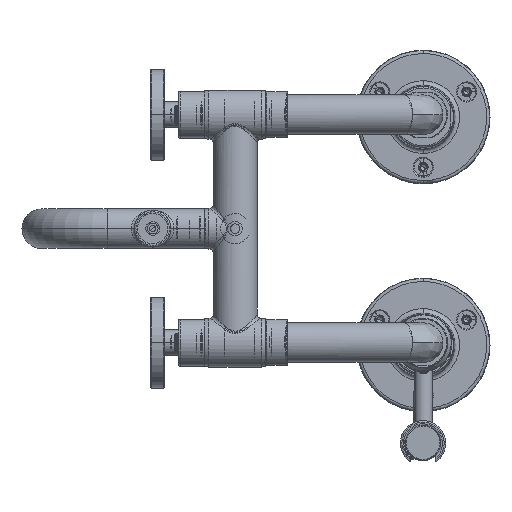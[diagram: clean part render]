
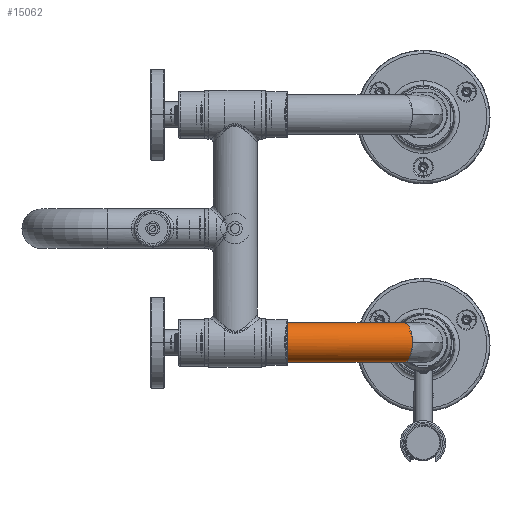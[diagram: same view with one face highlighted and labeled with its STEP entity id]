
A CAD part, top view. The second image highlights one B-rep face of the part: STEP entity #15062.
In plain terms, the highlighted cylindrical face has radius 13 mm (diameter 26 mm), a partial arc.
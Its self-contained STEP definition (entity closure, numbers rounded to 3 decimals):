
#14094=CARTESIAN_POINT('Vertex',(-7.,-150.,916.)) ;
#14100=CARTESIAN_POINT('Control Point',(-12.5,-163.,903.)) ;
#14101=CARTESIAN_POINT('Control Point',(-11.67,-163.,904.962)) ;
#14102=CARTESIAN_POINT('Control Point',(-10.84,-162.629,906.924)) ;
#14103=CARTESIAN_POINT('Control Point',(-10.042,-161.891,908.809)) ;
#14104=CARTESIAN_POINT('Control Point',(-8.584,-159.689,912.255)) ;
#14105=CARTESIAN_POINT('Control Point',(-7.554,-156.246,914.689)) ;
#14106=CARTESIAN_POINT('Control Point',(-7.185,-154.261,915.564)) ;
#14107=CARTESIAN_POINT('Control Point',(-7.,-152.131,916.)) ;
#14108=CARTESIAN_POINT('Control Point',(-7.,-150.,916.)) ;
#14109=CARTESIAN_POINT('Vertex',(-12.5,-163.,903.)) ;
#14248=CARTESIAN_POINT('Vertex',(-12.5,-137.,903.)) ;
#14252=CARTESIAN_POINT('Control Point',(-7.,-150.,916.)) ;
#14253=CARTESIAN_POINT('Control Point',(-7.,-147.869,916.)) ;
#14254=CARTESIAN_POINT('Control Point',(-7.185,-145.737,915.564)) ;
#14255=CARTESIAN_POINT('Control Point',(-7.554,-143.755,914.69)) ;
#14256=CARTESIAN_POINT('Control Point',(-8.585,-140.31,912.254)) ;
#14257=CARTESIAN_POINT('Control Point',(-10.043,-138.11,908.809)) ;
#14258=CARTESIAN_POINT('Control Point',(-10.84,-137.37,906.924)) ;
#14259=CARTESIAN_POINT('Control Point',(-11.67,-137.,904.962)) ;
#14260=CARTESIAN_POINT('Control Point',(-12.5,-137.,903.)) ;
#15031=CARTESIAN_POINT('Axis2P3D Location',(-53.367,-150.,903.)) ;
#15036=CARTESIAN_POINT('Axis2P3D Location',(-99.7,-150.,903.)) ;
#15040=CARTESIAN_POINT('Vertex',(-99.7,-163.,903.)) ;
#15042=CARTESIAN_POINT('Vertex',(-99.7,-137.,903.)) ;
#15045=CARTESIAN_POINT('Line Origine',(-53.351,-163.,903.)) ;
#15050=CARTESIAN_POINT('Line Origine',(-53.351,-137.,903.)) ;
#15047=VECTOR('Line Direction',#15046,1.) ;
#15052=VECTOR('Line Direction',#15051,1.) ;
#15032=DIRECTION('Axis2P3D Direction',(-1.,0.,0.)) ;
#15033=DIRECTION('Axis2P3D XDirection',(0.,-1.,0.)) ;
#15037=DIRECTION('Axis2P3D Direction',(-1.,0.,0.)) ;
#15046=DIRECTION('Vector Direction',(-1.,0.,0.)) ;
#15051=DIRECTION('Vector Direction',(-1.,0.,0.)) ;
#15034=AXIS2_PLACEMENT_3D('Cylinder Axis2P3D',#15031,#15032,#15033) ;
#15038=AXIS2_PLACEMENT_3D('Circle Axis2P3D',#15036,#15037,$) ;
#15048=LINE('Line',#15045,#15047) ;
#15053=LINE('Line',#15050,#15052) ;
#15039=CIRCLE('generated circle',#15038,13.) ;
#15035=CYLINDRICAL_SURFACE('generated cylinder',#15034,13.) ;
#14111=EDGE_CURVE('',#14110,#14095,#14099,.T.) ;
#14261=EDGE_CURVE('',#14095,#14249,#14251,.T.) ;
#15044=EDGE_CURVE('',#15041,#15043,#15039,.T.) ;
#15049=EDGE_CURVE('',#15041,#14110,#15048,.F.) ;
#15054=EDGE_CURVE('',#15043,#14249,#15053,.F.) ;
#15056=ORIENTED_EDGE('',*,*,#15044,.F.) ;
#15057=ORIENTED_EDGE('',*,*,#15049,.T.) ;
#15058=ORIENTED_EDGE('',*,*,#14111,.T.) ;
#15059=ORIENTED_EDGE('',*,*,#14261,.T.) ;
#15060=ORIENTED_EDGE('',*,*,#15054,.F.) ;
#15055=EDGE_LOOP('',(#15056,#15057,#15058,#15059,#15060)) ;
#14095=VERTEX_POINT('',#14094) ;
#14110=VERTEX_POINT('',#14109) ;
#14249=VERTEX_POINT('',#14248) ;
#15041=VERTEX_POINT('',#15040) ;
#15043=VERTEX_POINT('',#15042) ;
#15062=ADVANCED_FACE('Product3_AllCATPart.1\\ZA00386.1\\P30560.2\\PartBody',(#15061),#15035,.T.) ;
#14099=B_SPLINE_CURVE_WITH_KNOTS('',5,(#14100,#14101,#14102,#14103,#14104,#14105,#14106,#14107,#14108),.UNSPECIFIED.,.F.,.U.,(6,3,6),(0.,15.065,30.13),.UNSPECIFIED.) ;
#14251=B_SPLINE_CURVE_WITH_KNOTS('',5,(#14252,#14253,#14254,#14255,#14256,#14257,#14258,#14259,#14260),.UNSPECIFIED.,.F.,.U.,(6,3,6),(30.13,45.195,60.261),.UNSPECIFIED.) ;
#15061=FACE_OUTER_BOUND('',#15055,.T.) ;
